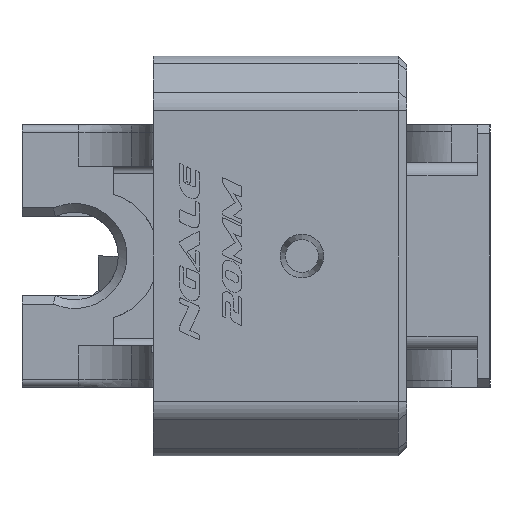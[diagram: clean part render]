
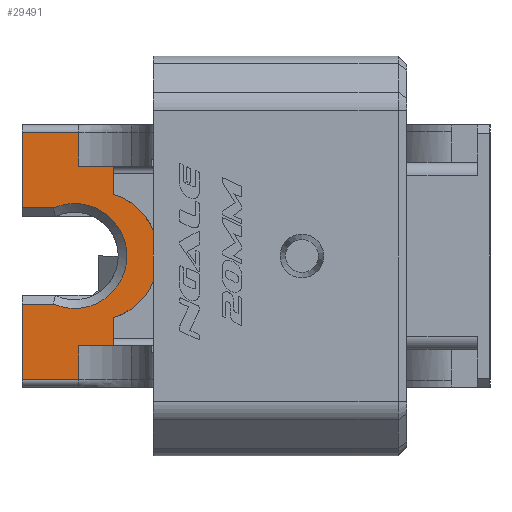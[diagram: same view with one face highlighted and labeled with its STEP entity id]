
A CAD part, left-side view. The second image highlights one B-rep face of the part: STEP entity #29491.
In plain terms, the highlighted planar face has unit normal (-1, 0, 0).
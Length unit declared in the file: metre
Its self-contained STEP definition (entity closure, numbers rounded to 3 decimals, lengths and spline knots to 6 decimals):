
#448=CIRCLE('',#31278,0.006);
#827=B_SPLINE_CURVE_WITH_KNOTS('',3,(#47034,#47035,#47036,#47037,#47038),
 .UNSPECIFIED.,.F.,.F.,(4,1,4),(0.,0.5,1.),.UNSPECIFIED.);
#828=B_SPLINE_CURVE_WITH_KNOTS('',3,(#47040,#47041,#47042,#47043,#47044),
 .UNSPECIFIED.,.F.,.F.,(4,1,4),(0.,0.5,1.),.UNSPECIFIED.);
#3671=ORIENTED_EDGE('',*,*,#11623,.T.);
#3672=ORIENTED_EDGE('',*,*,#11624,.T.);
#3673=ORIENTED_EDGE('',*,*,#11625,.T.);
#3674=ORIENTED_EDGE('',*,*,#11626,.F.);
#3675=ORIENTED_EDGE('',*,*,#11627,.T.);
#3676=ORIENTED_EDGE('',*,*,#11628,.T.);
#3677=ORIENTED_EDGE('',*,*,#11629,.F.);
#3678=ORIENTED_EDGE('',*,*,#11630,.T.);
#3679=ORIENTED_EDGE('',*,*,#11631,.T.);
#3680=ORIENTED_EDGE('',*,*,#11632,.T.);
#3681=ORIENTED_EDGE('',*,*,#11633,.F.);
#3682=ORIENTED_EDGE('',*,*,#11634,.T.);
#3683=ORIENTED_EDGE('',*,*,#11635,.T.);
#3684=ORIENTED_EDGE('',*,*,#11636,.T.);
#3685=ORIENTED_EDGE('',*,*,#11637,.F.);
#11623=EDGE_CURVE('',#15733,#15734,#18505,.T.);
#11624=EDGE_CURVE('',#15734,#15735,#18506,.T.);
#11625=EDGE_CURVE('',#15735,#15736,#18507,.T.);
#11626=EDGE_CURVE('',#15737,#15736,#18508,.T.);
#11627=EDGE_CURVE('',#15737,#15738,#827,.T.);
#11628=EDGE_CURVE('',#15738,#15739,#828,.T.);
#11629=EDGE_CURVE('',#15740,#15739,#18509,.T.);
#11630=EDGE_CURVE('',#15740,#15741,#18510,.T.);
#11631=EDGE_CURVE('',#15741,#15742,#18511,.T.);
#11632=EDGE_CURVE('',#15742,#15743,#18512,.T.);
#11633=EDGE_CURVE('',#15744,#15743,#18513,.T.);
#11634=EDGE_CURVE('',#15744,#15745,#18514,.T.);
#11635=EDGE_CURVE('',#15745,#15746,#448,.T.);
#11636=EDGE_CURVE('',#15746,#15747,#18515,.T.);
#11637=EDGE_CURVE('',#15733,#15747,#18516,.T.);
#15733=VERTEX_POINT('',#47026);
#15734=VERTEX_POINT('',#47027);
#15735=VERTEX_POINT('',#47029);
#15736=VERTEX_POINT('',#47031);
#15737=VERTEX_POINT('',#47033);
#15738=VERTEX_POINT('',#47039);
#15739=VERTEX_POINT('',#47045);
#15740=VERTEX_POINT('',#47047);
#15741=VERTEX_POINT('',#47049);
#15742=VERTEX_POINT('',#47051);
#15743=VERTEX_POINT('',#47053);
#15744=VERTEX_POINT('',#47055);
#15745=VERTEX_POINT('',#47057);
#15746=VERTEX_POINT('',#47059);
#15747=VERTEX_POINT('',#47061);
#18505=LINE('',#47025,#22278);
#18506=LINE('',#47028,#22279);
#18507=LINE('',#47030,#22280);
#18508=LINE('',#47032,#22281);
#18509=LINE('',#47046,#22282);
#18510=LINE('',#47048,#22283);
#18511=LINE('',#47050,#22284);
#18512=LINE('',#47052,#22285);
#18513=LINE('',#47054,#22286);
#18514=LINE('',#47056,#22287);
#18515=LINE('',#47060,#22288);
#18516=LINE('',#47062,#22289);
#22278=VECTOR('',#34752,1.);
#22279=VECTOR('',#34753,1.);
#22280=VECTOR('',#34754,1.);
#22281=VECTOR('',#34755,1.);
#22282=VECTOR('',#34756,1.);
#22283=VECTOR('',#34757,1.);
#22284=VECTOR('',#34758,1.);
#22285=VECTOR('',#34759,1.);
#22286=VECTOR('',#34760,1.);
#22287=VECTOR('',#34761,1.);
#22288=VECTOR('',#34764,1.);
#22289=VECTOR('',#34765,1.);
#25029=EDGE_LOOP('',(#3671,#3672,#3673,#3674,#3675,#3676,#3677,#3678,#3679,
#3680,#3681,#3682,#3683,#3684,#3685));
#26669=FACE_BOUND('',#25029,.T.);
#28072=PLANE('',#31277);
#29491=ADVANCED_FACE('',(#26669),#28072,.T.);
#31277=AXIS2_PLACEMENT_3D('',#47024,#34750,#34751);
#31278=AXIS2_PLACEMENT_3D('',#47058,#34762,#34763);
#34750=DIRECTION('',(-1.,0.,0.));
#34751=DIRECTION('',(0.,-1.,0.));
#34752=DIRECTION('',(0.,-1.,0.));
#34753=DIRECTION('',(0.,0.,1.));
#34754=DIRECTION('',(0.,-1.,0.));
#34755=DIRECTION('',(0.,0.,-1.));
#34756=DIRECTION('',(0.,0.,-1.));
#34757=DIRECTION('',(0.,1.,0.));
#34758=DIRECTION('',(0.,0.,1.));
#34759=DIRECTION('',(0.,1.,0.));
#34760=DIRECTION('',(0.,0.,1.));
#34761=DIRECTION('',(0.,-1.,0.));
#34762=DIRECTION('',(1.,0.,0.));
#34763=DIRECTION('',(0.,-1.,0.));
#34764=DIRECTION('',(0.,1.,0.));
#34765=DIRECTION('',(0.,0.,1.));
#47024=CARTESIAN_POINT('',(0.054306,0.01769,0.));
#47025=CARTESIAN_POINT('',(0.054306,0.01769,-0.0141));
#47026=CARTESIAN_POINT('',(0.054306,0.042,-0.0141));
#47027=CARTESIAN_POINT('',(0.054306,0.035521,-0.0141));
#47028=CARTESIAN_POINT('',(0.054306,0.035521,0.));
#47029=CARTESIAN_POINT('',(0.054306,0.035521,-0.010275));
#47030=CARTESIAN_POINT('',(0.054306,0.07903,-0.010275));
#47031=CARTESIAN_POINT('',(0.054306,0.031564,-0.010275));
#47032=CARTESIAN_POINT('',(0.054306,0.031564,0.022351));
#47033=CARTESIAN_POINT('',(0.054306,0.031564,-0.007042));
#47034=CARTESIAN_POINT('',(0.054306,0.031564,-0.007042));
#47035=CARTESIAN_POINT('',(0.054306,0.030064,-0.006606));
#47036=CARTESIAN_POINT('',(0.054306,0.027392,-0.004696));
#47037=CARTESIAN_POINT('',(0.054306,0.026384,-0.00157));
#47038=CARTESIAN_POINT('',(0.054306,0.026384,0.));
#47039=CARTESIAN_POINT('',(0.054306,0.026384,0.));
#47040=CARTESIAN_POINT('',(0.054306,0.026384,0.));
#47041=CARTESIAN_POINT('',(0.054306,0.026384,0.001565));
#47042=CARTESIAN_POINT('',(0.054306,0.027379,0.004677));
#47043=CARTESIAN_POINT('',(0.054306,0.030057,0.006604));
#47044=CARTESIAN_POINT('',(0.054306,0.031564,0.007042));
#47045=CARTESIAN_POINT('',(0.054306,0.031564,0.007042));
#47046=CARTESIAN_POINT('',(0.054306,0.031564,0.022351));
#47047=CARTESIAN_POINT('',(0.054306,0.031564,0.010275));
#47048=CARTESIAN_POINT('',(0.054306,0.07903,0.010275));
#47049=CARTESIAN_POINT('',(0.054306,0.035521,0.010275));
#47050=CARTESIAN_POINT('',(0.054306,0.035521,0.));
#47051=CARTESIAN_POINT('',(0.054306,0.035521,0.0141));
#47052=CARTESIAN_POINT('',(0.054306,0.042,0.0141));
#47053=CARTESIAN_POINT('',(0.054306,0.042,0.0141));
#47054=CARTESIAN_POINT('',(0.054306,0.042,0.));
#47055=CARTESIAN_POINT('',(0.054306,0.042,0.0055));
#47056=CARTESIAN_POINT('',(0.054306,0.039969,0.0055));
#47057=CARTESIAN_POINT('',(0.054306,0.038398,0.0055));
#47058=CARTESIAN_POINT('',(0.054306,0.036,0.));
#47059=CARTESIAN_POINT('',(0.054306,0.038398,-0.0055));
#47060=CARTESIAN_POINT('',(0.054306,0.01769,-0.0055));
#47061=CARTESIAN_POINT('',(0.054306,0.042,-0.0055));
#47062=CARTESIAN_POINT('',(0.054306,0.042,0.));
